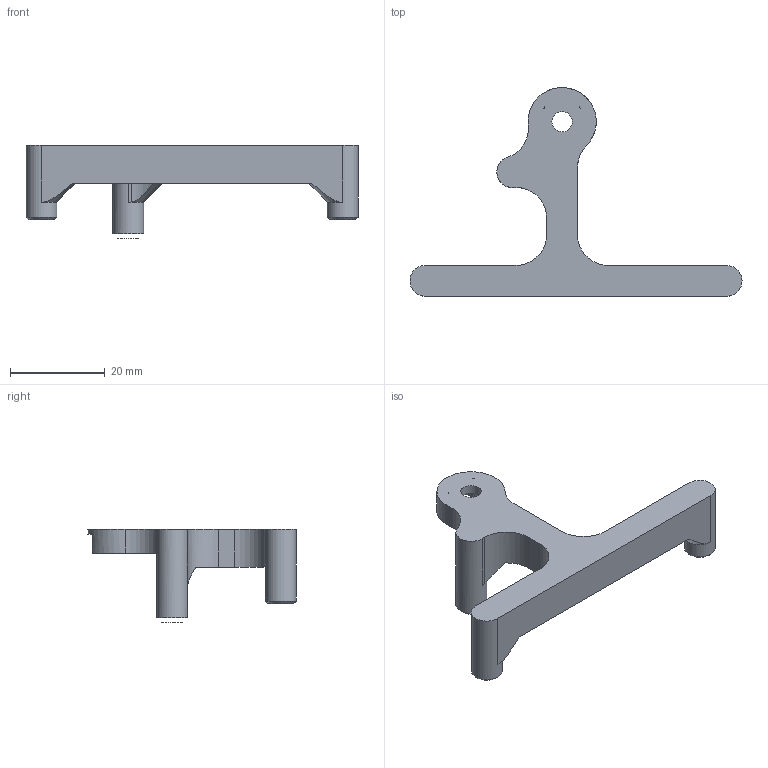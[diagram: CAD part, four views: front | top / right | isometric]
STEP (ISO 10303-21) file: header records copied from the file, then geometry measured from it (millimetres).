
FILE_DESCRIPTION(/* description */ (''),/* implementation_level */ '2;1');
FILE_NAME(/* name */ 'test-rig-lever-adapter.step',/* time_stamp */ '2025-06-30T14:19:29+02:00',/* author */ (''),/* organization */ (''),/* preprocessor_version */ 'ST-DEVELOPER v20.1',/* originating_system */ 'Autodesk Translation Framework v14.4.0.0',/* authorisation */ '');
FILE_SCHEMA (('AUTOMOTIVE_DESIGN { 1 0 10303 214 3 1 1 }'));
Length unit declared in the file: millimetre
Products named in the file (1): lever_adapter
Bounding box: 70.1 x 44.04 x 19.64 mm (x, y, z)
Volume: 7133.6 mm3; surface area: 4085.5 mm2
Topology: 1 solids, 1 shells, 40 faces, 112 edges, 72 vertices
Faces by surface type: plane 19, cylinder 15, cone 6
Full cylindrical faces by diameter (mm): 4.3 x1, 6.5 x3
Entity records: 1359 total; most frequent: CARTESIAN_POINT 262, DIRECTION 229, ORIENTED_EDGE 224, EDGE_CURVE 112, AXIS2_PLACEMENT_3D 86, VERTEX_POINT 72, LINE 57, VECTOR 57
